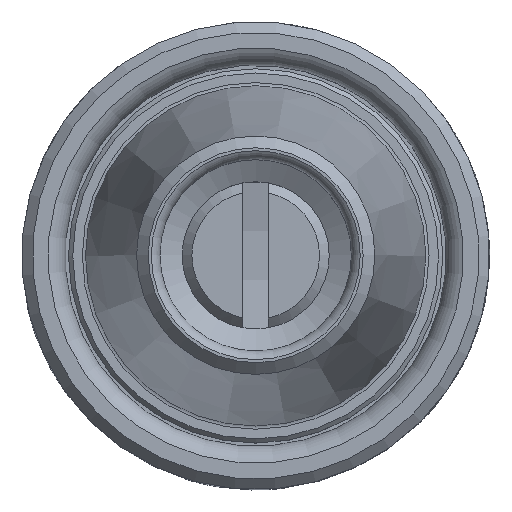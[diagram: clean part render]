
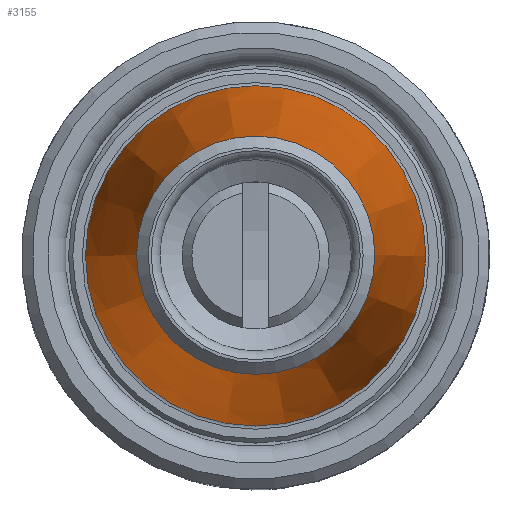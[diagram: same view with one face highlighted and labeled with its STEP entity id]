
A CAD part, top view. The second image highlights one B-rep face of the part: STEP entity #3155.
In plain terms, the highlighted conical face has half-angle 8 degrees and reference radius 8 mm.
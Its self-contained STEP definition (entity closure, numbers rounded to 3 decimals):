
#436=CONICAL_SURFACE('',#3313,8.,0.14);
#505=ORIENTED_EDGE('',*,*,#1123,.T.);
#506=ORIENTED_EDGE('',*,*,#1117,.F.);
#1117=EDGE_CURVE('',#1427,#1427,#1639,.T.);
#1123=EDGE_CURVE('',#1433,#1433,#1645,.T.);
#1427=VERTEX_POINT('',#4288);
#1433=VERTEX_POINT('',#4303);
#1639=CIRCLE('',#3305,5.602);
#1645=CIRCLE('',#3314,8.);
#1777=EDGE_LOOP('',(#505));
#1778=EDGE_LOOP('',(#506));
#1963=FACE_BOUND('',#1777,.T.);
#1964=FACE_BOUND('',#1778,.T.);
#3155=ADVANCED_FACE('',(#1963,#1964),#436,.T.);
#3305=AXIS2_PLACEMENT_3D('',#4287,#3588,#3589);
#3313=AXIS2_PLACEMENT_3D('',#4301,#3604,#3605);
#3314=AXIS2_PLACEMENT_3D('',#4302,#3606,#3607);
#3588=DIRECTION('',(0.,0.,1.));
#3589=DIRECTION('',(1.,0.,0.));
#3604=DIRECTION('',(0.,0.,-1.));
#3605=DIRECTION('',(-1.,0.,0.));
#3606=DIRECTION('',(0.,0.,1.));
#3607=DIRECTION('',(1.,0.,0.));
#4287=CARTESIAN_POINT('',(0.,0.,41.95));
#4288=CARTESIAN_POINT('',(5.602,0.,41.95));
#4301=CARTESIAN_POINT('',(0.,0.,24.888));
#4302=CARTESIAN_POINT('',(0.,0.,24.888));
#4303=CARTESIAN_POINT('',(8.,0.,24.888));
